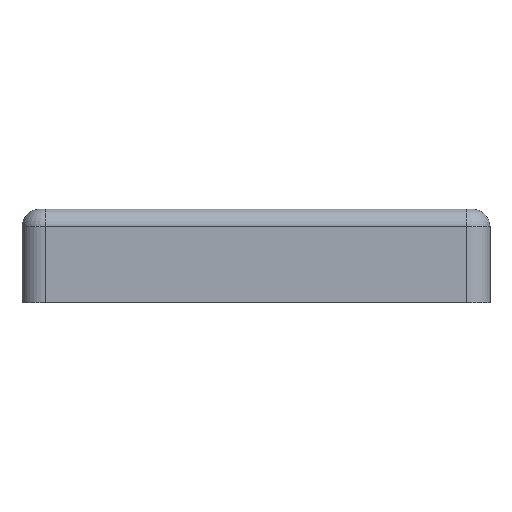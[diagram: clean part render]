
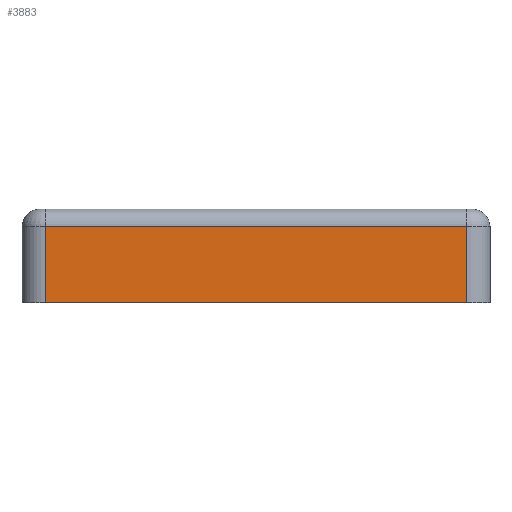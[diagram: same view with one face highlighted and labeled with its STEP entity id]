
A CAD part, left-side view. The second image highlights one B-rep face of the part: STEP entity #3883.
In plain terms, the highlighted planar face has unit normal (-1, 0, 0).
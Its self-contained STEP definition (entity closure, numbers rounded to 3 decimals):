
#27 = VECTOR ( 'NONE', #7291, 1000. ) ;
#268 = PLANE ( 'NONE',  #5328 ) ;
#273 = VERTEX_POINT ( 'NONE', #5868 ) ;
#343 = VERTEX_POINT ( 'NONE', #6628 ) ;
#456 = DIRECTION ( 'NONE',  ( 0., 0., -1. ) ) ;
#1137 = LINE ( 'NONE', #1148, #7047 ) ;
#1148 = CARTESIAN_POINT ( 'NONE',  ( -40., -36., 16. ) ) ;
#1170 = EDGE_CURVE ( 'NONE', #2261, #273, #2246, .T. ) ;
#1478 = LINE ( 'NONE', #6878, #27 ) ;
#1612 = DIRECTION ( 'NONE',  ( 0., 0., -1. ) ) ;
#1768 = CARTESIAN_POINT ( 'NONE',  ( -40., -36., 13. ) ) ;
#1898 = VECTOR ( 'NONE', #2956, 1000. ) ;
#2246 = LINE ( 'NONE', #5602, #1898 ) ;
#2261 = VERTEX_POINT ( 'NONE', #1768 ) ;
#2491 = ORIENTED_EDGE ( 'NONE', *, *, #6015, .T. ) ;
#2540 = FACE_OUTER_BOUND ( 'NONE', #6994, .T. ) ;
#2617 = VERTEX_POINT ( 'NONE', #3828 ) ;
#2886 = ORIENTED_EDGE ( 'NONE', *, *, #4558, .T. ) ;
#2956 = DIRECTION ( 'NONE',  ( 0., 1., 0. ) ) ;
#3169 = ORIENTED_EDGE ( 'NONE', *, *, #1170, .T. ) ;
#3802 = DIRECTION ( 'NONE',  ( 1., 0., 0. ) ) ;
#3828 = CARTESIAN_POINT ( 'NONE',  ( -40., -36., 0. ) ) ;
#3883 = ADVANCED_FACE ( 'NONE', ( #2540 ), #268, .F. ) ;
#4107 = EDGE_CURVE ( 'NONE', #2617, #2261, #1137, .T. ) ;
#4558 = EDGE_CURVE ( 'NONE', #343, #2617, #1478, .T. ) ;
#4625 = DIRECTION ( 'NONE',  ( 0., 0., 1. ) ) ;
#5328 = AXIS2_PLACEMENT_3D ( 'NONE', #5381, #3802, #456 ) ;
#5381 = CARTESIAN_POINT ( 'NONE',  ( -40., -40., 16. ) ) ;
#5602 = CARTESIAN_POINT ( 'NONE',  ( -40., 36., 13. ) ) ;
#5638 = VECTOR ( 'NONE', #1612, 1000. ) ;
#5868 = CARTESIAN_POINT ( 'NONE',  ( -40., 36., 13. ) ) ;
#6015 = EDGE_CURVE ( 'NONE', #273, #343, #7161, .T. ) ;
#6628 = CARTESIAN_POINT ( 'NONE',  ( -40., 36., 0. ) ) ;
#6764 = CARTESIAN_POINT ( 'NONE',  ( -40., 36., 16. ) ) ;
#6878 = CARTESIAN_POINT ( 'NONE',  ( -40., -40., 0. ) ) ;
#6931 = ORIENTED_EDGE ( 'NONE', *, *, #4107, .T. ) ;
#6994 = EDGE_LOOP ( 'NONE', ( #6931, #3169, #2491, #2886 ) ) ;
#7047 = VECTOR ( 'NONE', #4625, 1000. ) ;
#7161 = LINE ( 'NONE', #6764, #5638 ) ;
#7291 = DIRECTION ( 'NONE',  ( 0., -1., 0. ) ) ;
